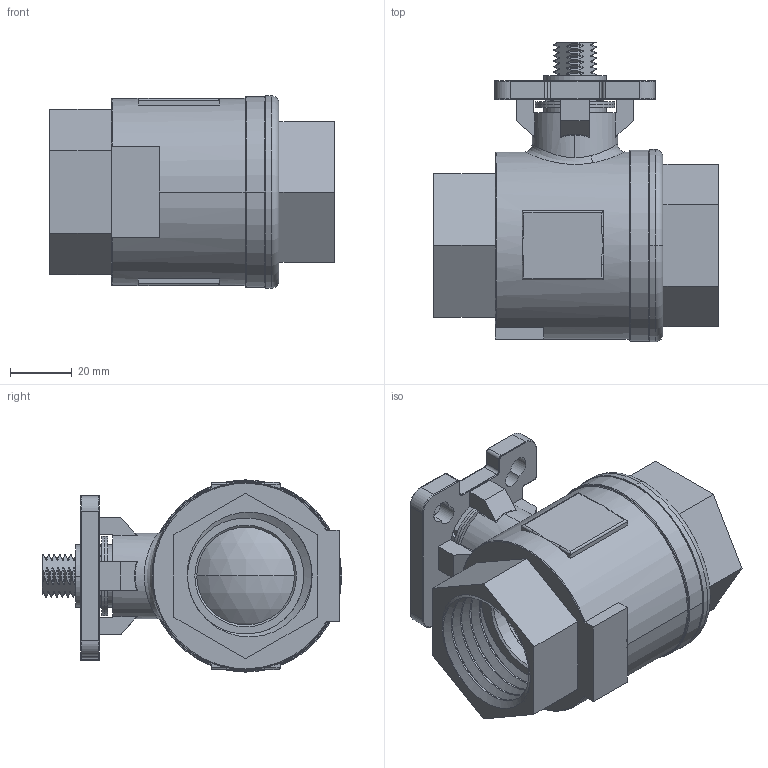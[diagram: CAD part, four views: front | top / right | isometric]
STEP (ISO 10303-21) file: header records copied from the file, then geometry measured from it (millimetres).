
FILE_DESCRIPTION (( 'STEP AP203' ), '1' );
FILE_NAME ('3800-1250-100.STEP', '2020-12-09T19:56:56', ( '' ), ( '' ), 'SwSTEP 2.0', 'SolidWorks 2019', '' );
FILE_SCHEMA (( 'CONFIG_CONTROL_DESIGN' ));
Products named in the file (1): 3800-1250-100
Bounding box: 92.43 x 97.24 x 62.43 mm (x, y, z)
Volume: 207450.2 mm3; surface area: 102811.5 mm2
Topology: 19 solids, 19 shells, 733 faces, 1962 edges, 1263 vertices
Faces by surface type: cylinder 302, bspline 181, plane 169, torus 41, cone 24, sphere 16
Entity records: 105706 total; most frequent: CARTESIAN_POINT 89682, ORIENTED_EDGE 3908, DIRECTION 2740, EDGE_CURVE 1954, VERTEX_POINT 1263, AXIS2_PLACEMENT_3D 1039, EDGE_LOOP 793, FACE_OUTER_BOUND 733
